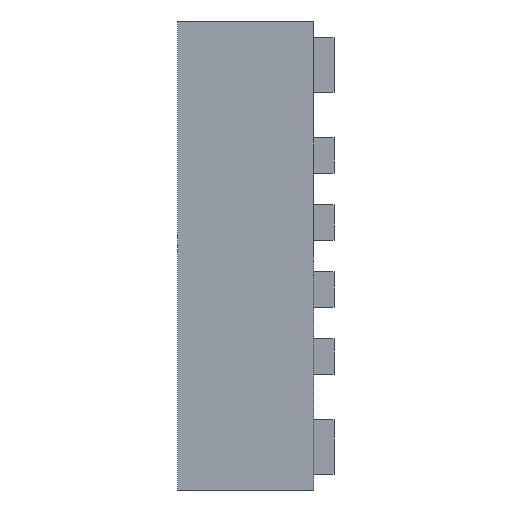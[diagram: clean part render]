
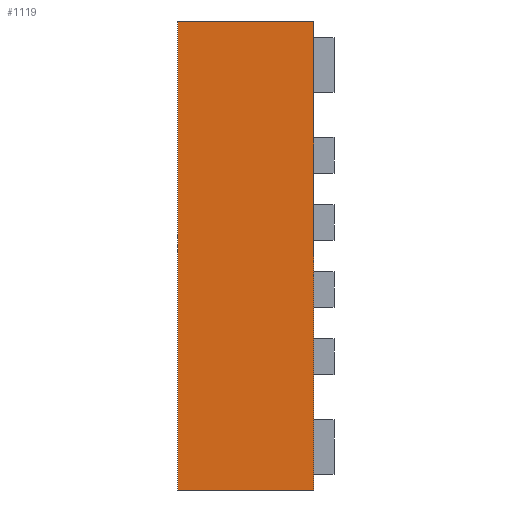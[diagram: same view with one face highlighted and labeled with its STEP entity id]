
A CAD part, left-side view. The second image highlights one B-rep face of the part: STEP entity #1119.
In plain terms, the highlighted planar face has unit normal (-1, 0, 0).
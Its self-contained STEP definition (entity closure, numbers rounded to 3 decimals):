
#17 = VECTOR ( 'NONE', #5091, 1000. ) ;
#120 = LINE ( 'NONE', #1219, #3223 ) ;
#192 = EDGE_CURVE ( 'NONE', #5508, #5417, #712, .T. ) ;
#213 = EDGE_LOOP ( 'NONE', ( #2299, #3136, #2892, #2682 ) ) ;
#356 = EDGE_CURVE ( 'NONE', #5508, #5168, #914, .T. ) ;
#449 = CARTESIAN_POINT ( 'NONE',  ( -1.75, 0.87, 1.5 ) ) ;
#643 = VECTOR ( 'NONE', #1209, 1000. ) ;
#712 = LINE ( 'NONE', #3742, #643 ) ;
#914 = LINE ( 'NONE', #5108, #17 ) ;
#1119 = ADVANCED_FACE ( 'NONE', ( #4106 ), #2372, .F. ) ;
#1209 = DIRECTION ( 'NONE',  ( 0., 0., 1. ) ) ;
#1219 = CARTESIAN_POINT ( 'NONE',  ( -1.75, 0., -1.5 ) ) ;
#1640 = DIRECTION ( 'NONE',  ( 0., 0., 1. ) ) ;
#1781 = AXIS2_PLACEMENT_3D ( 'NONE', #5283, #2721, #3141 ) ;
#1880 = CARTESIAN_POINT ( 'NONE',  ( -1.75, 0.87, 1.5 ) ) ;
#1976 = EDGE_CURVE ( 'NONE', #5168, #4793, #120, .T. ) ;
#2299 = ORIENTED_EDGE ( 'NONE', *, *, #1976, .T. ) ;
#2372 = PLANE ( 'NONE',  #1781 ) ;
#2682 = ORIENTED_EDGE ( 'NONE', *, *, #356, .T. ) ;
#2721 = DIRECTION ( 'NONE',  ( 1., 0., 0. ) ) ;
#2892 = ORIENTED_EDGE ( 'NONE', *, *, #192, .F. ) ;
#2919 = CARTESIAN_POINT ( 'NONE',  ( -1.75, 0., -1.5 ) ) ;
#3042 = DIRECTION ( 'NONE',  ( 0., -1., 0. ) ) ;
#3136 = ORIENTED_EDGE ( 'NONE', *, *, #5271, .F. ) ;
#3141 = DIRECTION ( 'NONE',  ( 0., 0., -1. ) ) ;
#3223 = VECTOR ( 'NONE', #1640, 1000. ) ;
#3556 = CARTESIAN_POINT ( 'NONE',  ( -1.75, 0.87, -1.5 ) ) ;
#3742 = CARTESIAN_POINT ( 'NONE',  ( -1.75, 0.87, -1.5 ) ) ;
#3941 = LINE ( 'NONE', #449, #4972 ) ;
#4106 = FACE_OUTER_BOUND ( 'NONE', #213, .T. ) ;
#4793 = VERTEX_POINT ( 'NONE', #5539 ) ;
#4972 = VECTOR ( 'NONE', #3042, 1000. ) ;
#5091 = DIRECTION ( 'NONE',  ( 0., -1., 0. ) ) ;
#5108 = CARTESIAN_POINT ( 'NONE',  ( -1.75, 0.87, -1.5 ) ) ;
#5168 = VERTEX_POINT ( 'NONE', #2919 ) ;
#5271 = EDGE_CURVE ( 'NONE', #5417, #4793, #3941, .T. ) ;
#5283 = CARTESIAN_POINT ( 'NONE',  ( -1.75, 0.87, -1.5 ) ) ;
#5417 = VERTEX_POINT ( 'NONE', #1880 ) ;
#5508 = VERTEX_POINT ( 'NONE', #3556 ) ;
#5539 = CARTESIAN_POINT ( 'NONE',  ( -1.75, 0., 1.5 ) ) ;
